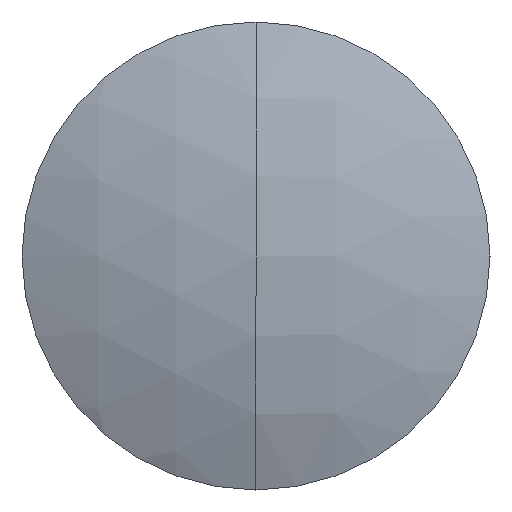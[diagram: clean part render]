
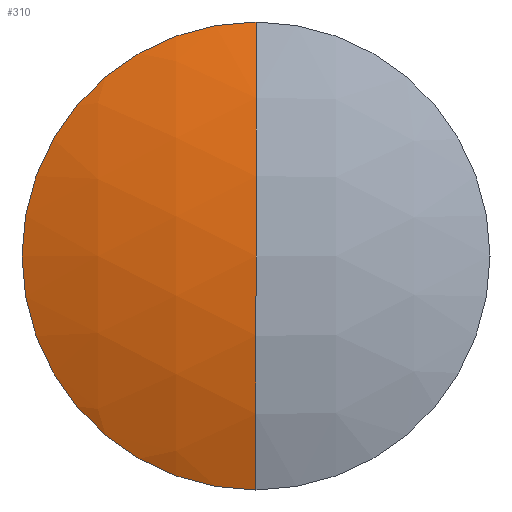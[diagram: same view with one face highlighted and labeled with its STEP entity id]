
A CAD part, left-side view. The second image highlights one B-rep face of the part: STEP entity #310.
In plain terms, the highlighted spherical face has radius 10.642 mm.
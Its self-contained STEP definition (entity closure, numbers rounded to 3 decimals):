
#7 = DIRECTION ( 'NONE',  ( 0., 0., 1. ) ) ;
#9 = DIRECTION ( 'NONE',  ( 0., 1., 0. ) ) ;
#13 = ORIENTED_EDGE ( 'NONE', *, *, #90, .F. ) ;
#16 = SPHERICAL_SURFACE ( 'NONE', #197, 10.642 ) ;
#35 = CARTESIAN_POINT ( 'NONE',  ( 7.899, 0., 0. ) ) ;
#38 = AXIS2_PLACEMENT_3D ( 'NONE', #41, #199, #7 ) ;
#41 = CARTESIAN_POINT ( 'NONE',  ( -1.963, 0., 0. ) ) ;
#48 = CIRCLE ( 'NONE', #271, 10.642 ) ;
#50 = VERTEX_POINT ( 'NONE', #301 ) ;
#77 = CARTESIAN_POINT ( 'NONE',  ( -1.963, 0., 4. ) ) ;
#80 = EDGE_CURVE ( 'NONE', #222, #50, #153, .T. ) ;
#84 = DIRECTION ( 'NONE',  ( 0., 0., 1. ) ) ;
#87 = DIRECTION ( 'NONE',  ( 0., 1., 0. ) ) ;
#90 = EDGE_CURVE ( 'NONE', #222, #315, #100, .T. ) ;
#100 = CIRCLE ( 'NONE', #346, 10.642 ) ;
#139 = DIRECTION ( 'NONE',  ( 0., -1., 0. ) ) ;
#153 = CIRCLE ( 'NONE', #38, 4. ) ;
#163 = EDGE_LOOP ( 'NONE', ( #292, #198, #13 ) ) ;
#164 = FACE_OUTER_BOUND ( 'NONE', #163, .T. ) ;
#197 = AXIS2_PLACEMENT_3D ( 'NONE', #35, #87, #247 ) ;
#198 = ORIENTED_EDGE ( 'NONE', *, *, #265, .T. ) ;
#199 = DIRECTION ( 'NONE',  ( -1., 0., 0. ) ) ;
#205 = CARTESIAN_POINT ( 'NONE',  ( -2.743, 0., 0. ) ) ;
#222 = VERTEX_POINT ( 'NONE', #77 ) ;
#247 = DIRECTION ( 'NONE',  ( 0., 0., 1. ) ) ;
#265 = EDGE_CURVE ( 'NONE', #50, #315, #48, .T. ) ;
#266 = CARTESIAN_POINT ( 'NONE',  ( 7.899, 0., 0. ) ) ;
#271 = AXIS2_PLACEMENT_3D ( 'NONE', #266, #9, #84 ) ;
#292 = ORIENTED_EDGE ( 'NONE', *, *, #80, .T. ) ;
#301 = CARTESIAN_POINT ( 'NONE',  ( -1.963, 0., -4. ) ) ;
#310 = ADVANCED_FACE ( 'NONE', ( #164 ), #16, .T. ) ;
#315 = VERTEX_POINT ( 'NONE', #205 ) ;
#324 = CARTESIAN_POINT ( 'NONE',  ( 7.899, 0., 0. ) ) ;
#328 = DIRECTION ( 'NONE',  ( 0., 0., -1. ) ) ;
#346 = AXIS2_PLACEMENT_3D ( 'NONE', #324, #139, #328 ) ;
